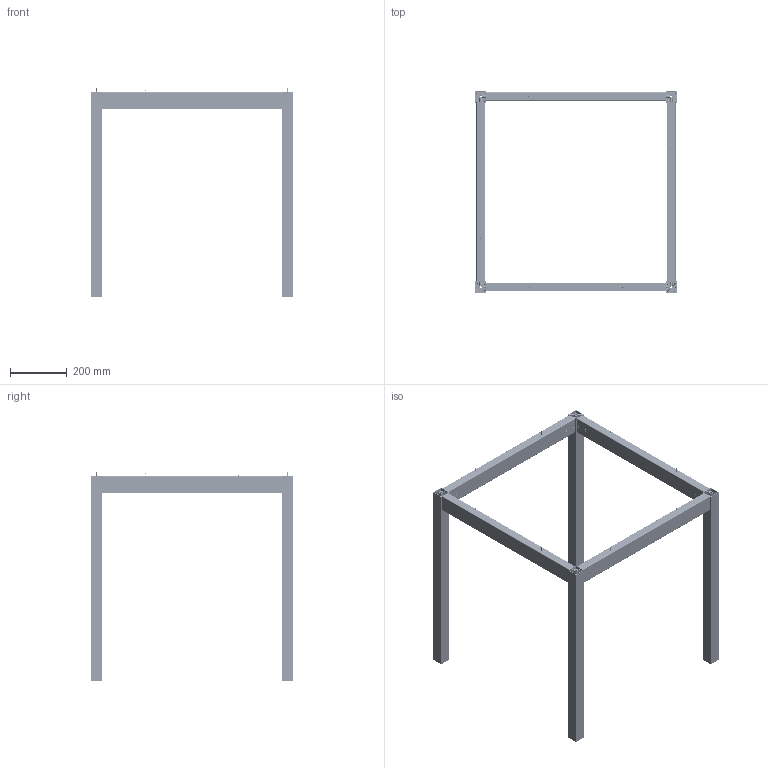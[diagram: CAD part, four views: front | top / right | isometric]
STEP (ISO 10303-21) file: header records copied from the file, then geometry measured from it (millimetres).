
FILE_DESCRIPTION(/* description */ ('TG40'),/* implementation_level */ '2;1');
FILE_NAME(/* name */ 'A700521-XX Tischgestell TG 40.stp',/* time_stamp */ '2024-04-25T10:14:38+02:00',/* author */ ('gerullf'),/* organization */ ('Wesco'),/* preprocessor_version */ 'ST-DEVELOPER v17.2',/* originating_system */ 'Autodesk Inventor 2019',/* authorisation */ '');
FILE_SCHEMA (('AUTOMOTIVE_DESIGN { 1 0 10303 214 3 1 1 }'));
Length unit declared in the file: millimetre
Products named in the file (12): A700521-XX Tischgestell TG 40; BA700521-XX ; MA705077-1; MA710140-1; MA710670; M9073000M6 ; MA700031 ; M902500665 Innensechskantschraube M6x65_DIN912 8.8; MA 710140-1_60x30x630_03_Traverse_L_TG40; MA 710140-1_60x30x630_03_Traverse_R_TG40; M9TX09651050010 Senkschraube M5x10_DIN 965 A V2; M902100480 Holzsenkkopfschraube Ø4,0x80mm
Assembly tree (49 placements, depth 3):
  A700521-XX Tischgestell TG 40
    BA700521-XX   x2
      MA705077-1
      MA710140-1
      MA710670
      M9073000M6 
      MA700031 
      M9TX09651050010 Senkschraube M5x10_DIN 965 A V2
      M902500665 Innensechskantschraube M6x65_DIN912 8.8
    MA 710140-1_60x30x630_03_Traverse_L_TG40
    MA 710140-1_60x30x630_03_Traverse_R_TG40
    M9TX09651050010 Senkschraube M5x10_DIN 965 A V2  x8
    M902100480 Holzsenkkopfschraube Ø4,0x80mm  x8
Bounding box: 710 x 710 x 740.39 mm (x, y, z)
Volume: 2801039.3 mm3; surface area: 2733167.3 mm2
Topology: 76 solids, 76 shells, 4344 faces, 11448 edges, 7132 vertices
Faces by surface type: cylinder 1856, plane 1516, cone 504, bspline 224, torus 140, sphere 104
Full cylindrical faces by diameter (mm): 3 x144, 4.2 x32, 4.5 x8, 5 x32, 6 x40, 6.2 x16, 7.4 x16, 8.5 x8, 9 x16, 9.1 x32, 9.2 x16, 10 x24
Entity records: 30201 total; most frequent: CARTESIAN_POINT 9225, DIRECTION 4431, ORIENTED_EDGE 4248, EDGE_CURVE 2124, AXIS2_PLACEMENT_3D 1687, VERTEX_POINT 1341, LINE 1057, VECTOR 1057
